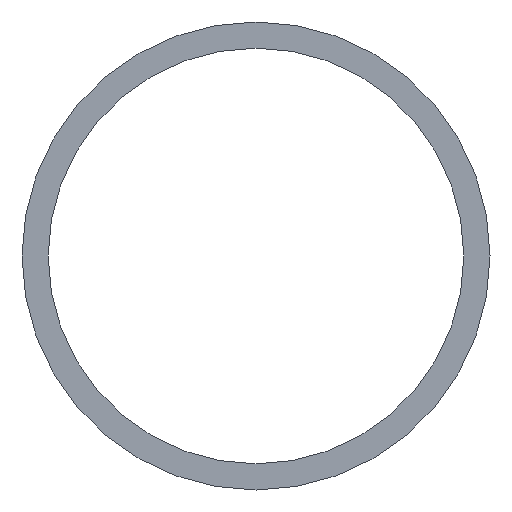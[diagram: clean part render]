
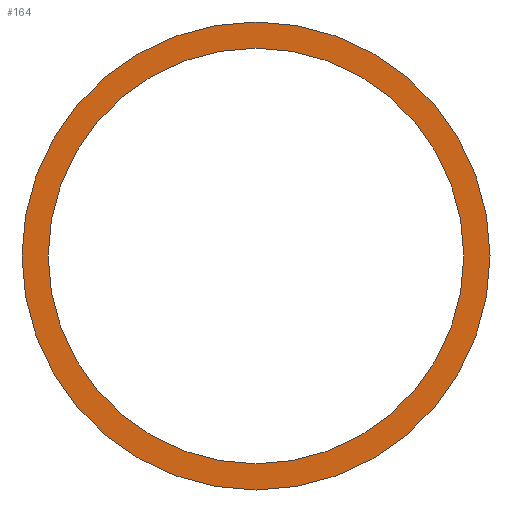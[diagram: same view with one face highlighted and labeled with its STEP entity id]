
A CAD part, front view. The second image highlights one B-rep face of the part: STEP entity #164.
In plain terms, the highlighted planar face has unit normal (0, -1, 0).
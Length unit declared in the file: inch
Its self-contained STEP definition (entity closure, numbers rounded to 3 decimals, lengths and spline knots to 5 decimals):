
#2 = CARTESIAN_POINT ( 'NONE',  ( 0., 0., 0. ) ) ;
#14 = EDGE_CURVE ( 'NONE', #230, #179, #122, .T. ) ;
#19 = CARTESIAN_POINT ( 'NONE',  ( 0., 0., 0. ) ) ;
#28 = CARTESIAN_POINT ( 'NONE',  ( 0., 0., -0.222 ) ) ;
#30 = ORIENTED_EDGE ( 'NONE', *, *, #196, .T. ) ;
#32 = ORIENTED_EDGE ( 'NONE', *, *, #14, .F. ) ;
#37 = CARTESIAN_POINT ( 'NONE',  ( 0., 0., 0. ) ) ;
#43 = DIRECTION ( 'NONE',  ( 0., 0., 1. ) ) ;
#47 = DIRECTION ( 'NONE',  ( 0., 1., 0. ) ) ;
#51 = FACE_OUTER_BOUND ( 'NONE', #173, .T. ) ;
#61 = CARTESIAN_POINT ( 'NONE',  ( 0., 0., 0. ) ) ;
#63 = CARTESIAN_POINT ( 'NONE',  ( 0., 0., 0. ) ) ;
#67 = CIRCLE ( 'NONE', #104, 0.25 ) ;
#68 = EDGE_CURVE ( 'NONE', #179, #230, #67, .T. ) ;
#78 = DIRECTION ( 'NONE',  ( 0., 0., 1. ) ) ;
#92 = AXIS2_PLACEMENT_3D ( 'NONE', #19, #189, #78 ) ;
#96 = DIRECTION ( 'NONE',  ( 0., 0., 1. ) ) ;
#102 = DIRECTION ( 'NONE',  ( 0., 1., 0. ) ) ;
#104 = AXIS2_PLACEMENT_3D ( 'NONE', #61, #47, #43 ) ;
#116 = AXIS2_PLACEMENT_3D ( 'NONE', #2, #128, #165 ) ;
#122 = CIRCLE ( 'NONE', #92, 0.25 ) ;
#128 = DIRECTION ( 'NONE',  ( 0., 1., 0. ) ) ;
#130 = ORIENTED_EDGE ( 'NONE', *, *, #68, .F. ) ;
#139 = EDGE_CURVE ( 'NONE', #227, #226, #201, .T. ) ;
#153 = CARTESIAN_POINT ( 'NONE',  ( 0., 0., 0.222 ) ) ;
#156 = CARTESIAN_POINT ( 'NONE',  ( 0., 0., -0.25 ) ) ;
#164 = ADVANCED_FACE ( 'NONE', ( #51, #244 ), #184, .F. ) ;
#165 = DIRECTION ( 'NONE',  ( 0., 0., 1. ) ) ;
#166 = CARTESIAN_POINT ( 'NONE',  ( 0., 0., 0.25 ) ) ;
#172 = DIRECTION ( 'NONE',  ( 0., 0., 1. ) ) ;
#173 = EDGE_LOOP ( 'NONE', ( #32, #130 ) ) ;
#174 = AXIS2_PLACEMENT_3D ( 'NONE', #63, #102, #172 ) ;
#179 = VERTEX_POINT ( 'NONE', #166 ) ;
#184 = PLANE ( 'NONE',  #188 ) ;
#188 = AXIS2_PLACEMENT_3D ( 'NONE', #37, #203, #96 ) ;
#189 = DIRECTION ( 'NONE',  ( 0., 1., 0. ) ) ;
#191 = CIRCLE ( 'NONE', #174, 0.222 ) ;
#196 = EDGE_CURVE ( 'NONE', #226, #227, #191, .T. ) ;
#201 = CIRCLE ( 'NONE', #116, 0.222 ) ;
#203 = DIRECTION ( 'NONE',  ( 0., 1., 0. ) ) ;
#209 = EDGE_LOOP ( 'NONE', ( #30, #221 ) ) ;
#221 = ORIENTED_EDGE ( 'NONE', *, *, #139, .T. ) ;
#226 = VERTEX_POINT ( 'NONE', #28 ) ;
#227 = VERTEX_POINT ( 'NONE', #153 ) ;
#230 = VERTEX_POINT ( 'NONE', #156 ) ;
#244 = FACE_BOUND ( 'NONE', #209, .T. ) ;
